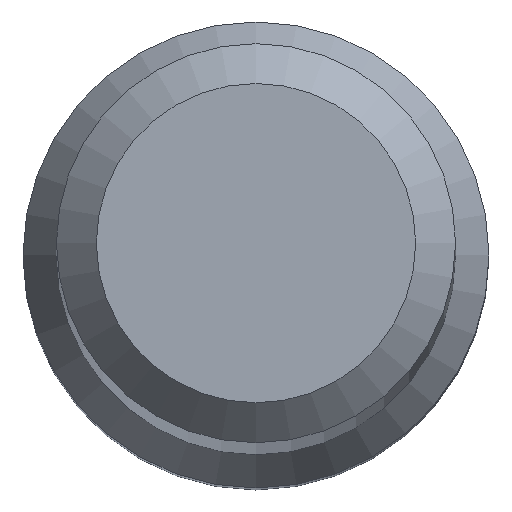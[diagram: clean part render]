
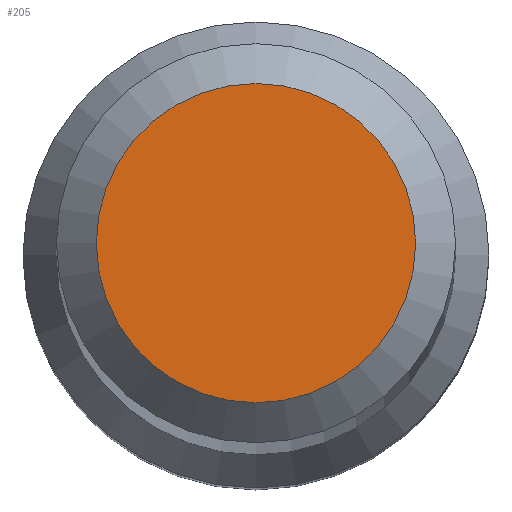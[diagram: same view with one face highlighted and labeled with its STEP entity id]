
A CAD part, top view. The second image highlights one B-rep face of the part: STEP entity #205.
In plain terms, the highlighted planar face has unit normal (0, 0, 1).
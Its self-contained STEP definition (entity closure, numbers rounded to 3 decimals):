
#13 = ORIENTED_EDGE ( 'NONE', *, *, #42, .F. ) ;
#39 = FACE_OUTER_BOUND ( 'NONE', #109, .T. ) ;
#42 = EDGE_CURVE ( 'NONE', #178, #178, #121, .T. ) ;
#73 = DIRECTION ( 'NONE',  ( 0., 0., -1. ) ) ;
#82 = CARTESIAN_POINT ( 'NONE',  ( 0., 1.6, 80. ) ) ;
#84 = CARTESIAN_POINT ( 'NONE',  ( 0., 0., 80. ) ) ;
#109 = EDGE_LOOP ( 'NONE', ( #13 ) ) ;
#116 = PLANE ( 'NONE',  #230 ) ;
#119 = CARTESIAN_POINT ( 'NONE',  ( 0., 0., 80. ) ) ;
#121 = CIRCLE ( 'NONE', #192, 1.6 ) ;
#178 = VERTEX_POINT ( 'NONE', #82 ) ;
#182 = DIRECTION ( 'NONE',  ( 0., 0., -1. ) ) ;
#192 = AXIS2_PLACEMENT_3D ( 'NONE', #119, #73, #228 ) ;
#205 = ADVANCED_FACE ( 'NONE', ( #39 ), #116, .F. ) ;
#228 = DIRECTION ( 'NONE',  ( 0., 1., 0. ) ) ;
#230 = AXIS2_PLACEMENT_3D ( 'NONE', #84, #182, #236 ) ;
#236 = DIRECTION ( 'NONE',  ( 0., 1., 0. ) ) ;
